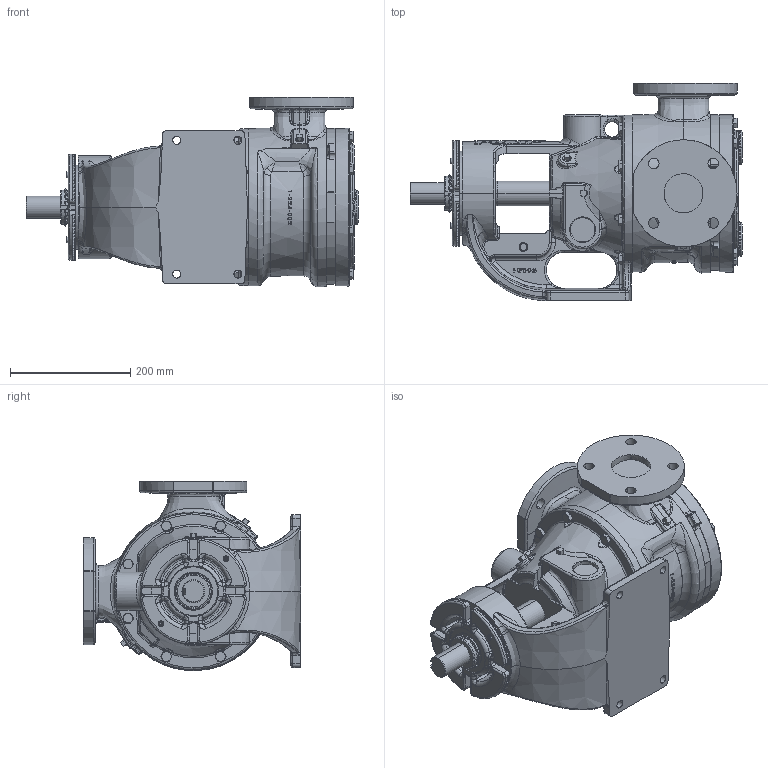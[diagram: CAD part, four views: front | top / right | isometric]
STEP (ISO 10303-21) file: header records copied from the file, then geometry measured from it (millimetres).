
FILE_DESCRIPTION (( 'STEP AP214' ), '1' );
FILE_NAME ('LQ224AE.STEP', '2016-10-19T18:02:02', ( '' ), ( '' ), 'SwSTEP 2.0', 'SolidWorks 2015', '' );
FILE_SCHEMA (( 'AUTOMOTIVE_DESIGN' ));
Length unit declared in the file: inch
Products named in the file (2): LQ224AE
Bounding box: 551.31 x 360.43 x 314.82 mm (x, y, z)
Volume: 17751180.1 mm3; surface area: 820537.5 mm2
Topology: 1 solids, 1 shells, 2450 faces, 6370 edges, 3960 vertices
Faces by surface type: plane 680, cylinder 629, bspline 611, cone 359, torus 125, sphere 46
Entity records: 172833 total; most frequent: CARTESIAN_POINT 98581, ORIENTED_EDGE 12664, DIRECTION 10079, EDGE_CURVE 6332, AXIS2_PLACEMENT_3D 4242, VERTEX_POINT 3959, EDGE_LOOP 2561, ADVANCED_FACE 2450
